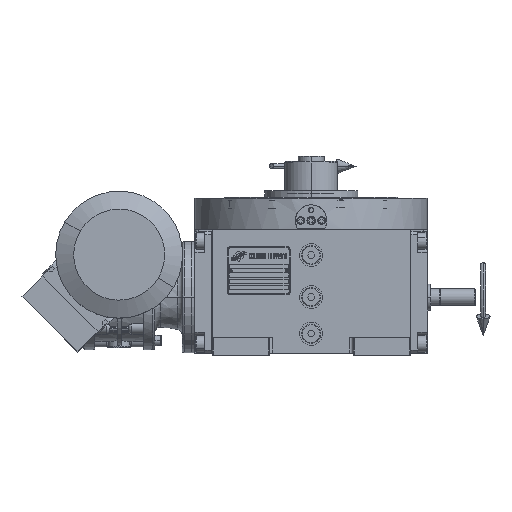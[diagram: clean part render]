
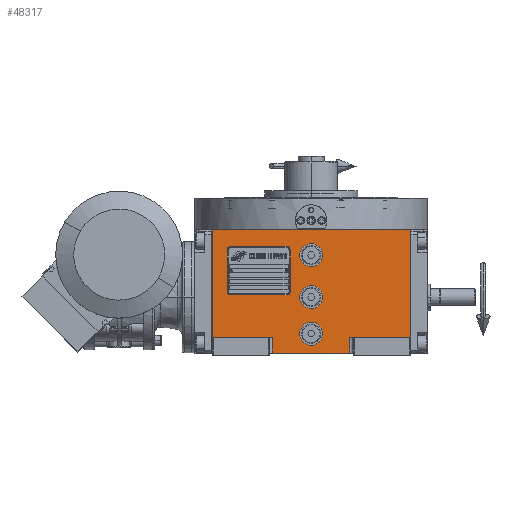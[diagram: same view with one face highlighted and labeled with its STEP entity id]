
A CAD part, top view. The second image highlights one B-rep face of the part: STEP entity #48317.
In plain terms, the highlighted planar face has unit normal (0, 0, 1).
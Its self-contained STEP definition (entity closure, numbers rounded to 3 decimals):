
#1079 = CARTESIAN_POINT ( 'NONE',  ( -37., -53.5, 163.5 ) ) ;
#1396 = VERTEX_POINT ( 'NONE', #65222 ) ;
#1555 = DIRECTION ( 'NONE',  ( 0., 0., 1. ) ) ;
#2284 = CIRCLE ( 'NONE', #8076, 11. ) ;
#2381 = CARTESIAN_POINT ( 'NONE',  ( 0., 0., 163.5 ) ) ;
#4955 = AXIS2_PLACEMENT_3D ( 'NONE', #78110, #69573, #99299 ) ;
#5039 = EDGE_CURVE ( 'NONE', #1396, #99167, #37285, .T. ) ;
#6167 = DIRECTION ( 'NONE',  ( 0., 0., 1. ) ) ;
#8076 = AXIS2_PLACEMENT_3D ( 'NONE', #2381, #39454, #79454 ) ;
#10070 = DIRECTION ( 'NONE',  ( -1., 0., 0. ) ) ;
#10326 = VERTEX_POINT ( 'NONE', #50423 ) ;
#10335 = DIRECTION ( 'NONE',  ( 1., 0., 0. ) ) ;
#11216 = CARTESIAN_POINT ( 'NONE',  ( -37., -38.5, 163.5 ) ) ;
#12322 = EDGE_CURVE ( 'NONE', #29582, #112946, #18738, .T. ) ;
#12522 = CIRCLE ( 'NONE', #28018, 11. ) ;
#13770 = VECTOR ( 'NONE', #36356, 1000. ) ;
#15264 = CARTESIAN_POINT ( 'NONE',  ( 0., 0., 163.5 ) ) ;
#15516 = LINE ( 'NONE', #79926, #17034 ) ;
#16228 = ORIENTED_EDGE ( 'NONE', *, *, #55006, .F. ) ;
#17034 = VECTOR ( 'NONE', #41121, 1000. ) ;
#17509 = AXIS2_PLACEMENT_3D ( 'NONE', #49289, #106958, #23691 ) ;
#18134 = DIRECTION ( 'NONE',  ( 0., 1., 0. ) ) ;
#18509 = EDGE_CURVE ( 'NONE', #78631, #112946, #21295, .T. ) ;
#18738 = LINE ( 'NONE', #25488, #76930 ) ;
#18880 = CIRCLE ( 'NONE', #57715, 11. ) ;
#20665 = CARTESIAN_POINT ( 'NONE',  ( 11., 0., 163.5 ) ) ;
#20952 = FACE_BOUND ( 'NONE', #82336, .T. ) ;
#21295 = LINE ( 'NONE', #39557, #73945 ) ;
#22202 = CARTESIAN_POINT ( 'NONE',  ( 11., -35., 163.5 ) ) ;
#23691 = DIRECTION ( 'NONE',  ( 1., 0., 0. ) ) ;
#24068 = CARTESIAN_POINT ( 'NONE',  ( 94.5, 64.5, 163.5 ) ) ;
#25488 = CARTESIAN_POINT ( 'NONE',  ( 94.5, -38.5, 163.5 ) ) ;
#28018 = AXIS2_PLACEMENT_3D ( 'NONE', #39846, #1555, #10070 ) ;
#28302 = ORIENTED_EDGE ( 'NONE', *, *, #44030, .F. ) ;
#29582 = VERTEX_POINT ( 'NONE', #69454 ) ;
#31447 = DIRECTION ( 'NONE',  ( 0., 0., 1. ) ) ;
#32117 = ORIENTED_EDGE ( 'NONE', *, *, #55836, .F. ) ;
#32608 = CIRCLE ( 'NONE', #63651, 11. ) ;
#35170 = CARTESIAN_POINT ( 'NONE',  ( 11., 40., 163.5 ) ) ;
#35534 = EDGE_CURVE ( 'NONE', #10326, #51389, #12522, .T. ) ;
#36356 = DIRECTION ( 'NONE',  ( 0., 1., 0. ) ) ;
#37033 = EDGE_LOOP ( 'NONE', ( #84372, #113057 ) ) ;
#37285 = LINE ( 'NONE', #80590, #95218 ) ;
#38393 = VECTOR ( 'NONE', #18134, 1000. ) ;
#39013 = EDGE_LOOP ( 'NONE', ( #98647, #107486, #54803, #73213, #88876, #28302, #110957, #115075 ) ) ;
#39454 = DIRECTION ( 'NONE',  ( 0., 0., 1. ) ) ;
#39461 = ORIENTED_EDGE ( 'NONE', *, *, #105895, .F. ) ;
#39557 = CARTESIAN_POINT ( 'NONE',  ( -94.5, 64.5, 163.5 ) ) ;
#39816 = FACE_OUTER_BOUND ( 'NONE', #39013, .T. ) ;
#39846 = CARTESIAN_POINT ( 'NONE',  ( 0., -35., 163.5 ) ) ;
#41121 = DIRECTION ( 'NONE',  ( 1., 0., 0. ) ) ;
#44030 = EDGE_CURVE ( 'NONE', #1396, #78631, #81936, .T. ) ;
#45487 = CARTESIAN_POINT ( 'NONE',  ( -37., -53.5, 163.5 ) ) ;
#46117 = DIRECTION ( 'NONE',  ( 0., 1., 0. ) ) ;
#46399 = DIRECTION ( 'NONE',  ( 1., 0., 0. ) ) ;
#46925 = VERTEX_POINT ( 'NONE', #49243 ) ;
#48317 = ADVANCED_FACE ( 'NONE', ( #20952, #58054, #112128, #39816 ), #95099, .T. ) ;
#48940 = DIRECTION ( 'NONE',  ( 1., 0., 0. ) ) ;
#49243 = CARTESIAN_POINT ( 'NONE',  ( 37., -38.5, 163.5 ) ) ;
#49289 = CARTESIAN_POINT ( 'NONE',  ( 0., 40., 163.5 ) ) ;
#49526 = CARTESIAN_POINT ( 'NONE',  ( -94.5, -53.5, 163.5 ) ) ;
#49583 = LINE ( 'NONE', #95740, #74900 ) ;
#50423 = CARTESIAN_POINT ( 'NONE',  ( -11., -35., 163.5 ) ) ;
#51389 = VERTEX_POINT ( 'NONE', #22202 ) ;
#54148 = CARTESIAN_POINT ( 'NONE',  ( -11., 40., 163.5 ) ) ;
#54803 = ORIENTED_EDGE ( 'NONE', *, *, #117118, .T. ) ;
#55006 = EDGE_CURVE ( 'NONE', #73197, #93575, #18880, .T. ) ;
#55836 = EDGE_CURVE ( 'NONE', #112367, #95350, #32608, .T. ) ;
#56011 = VERTEX_POINT ( 'NONE', #1079 ) ;
#56078 = CARTESIAN_POINT ( 'NONE',  ( -11., 0., 163.5 ) ) ;
#56335 = AXIS2_PLACEMENT_3D ( 'NONE', #49526, #65936, #48940 ) ;
#57715 = AXIS2_PLACEMENT_3D ( 'NONE', #94636, #31447, #106132 ) ;
#58054 = FACE_BOUND ( 'NONE', #37033, .T. ) ;
#59000 = EDGE_CURVE ( 'NONE', #56011, #99167, #91657, .T. ) ;
#63651 = AXIS2_PLACEMENT_3D ( 'NONE', #15264, #6167, #88798 ) ;
#64564 = EDGE_CURVE ( 'NONE', #93575, #73197, #69950, .T. ) ;
#65222 = CARTESIAN_POINT ( 'NONE',  ( -94.5, -38.5, 163.5 ) ) ;
#65636 = LINE ( 'NONE', #111224, #98659 ) ;
#65936 = DIRECTION ( 'NONE',  ( 0., 0., 1. ) ) ;
#69454 = CARTESIAN_POINT ( 'NONE',  ( 94.5, -38.5, 163.5 ) ) ;
#69573 = DIRECTION ( 'NONE',  ( 0., 0., 1. ) ) ;
#69950 = CIRCLE ( 'NONE', #17509, 11. ) ;
#70770 = CARTESIAN_POINT ( 'NONE',  ( 37., -53.5, 163.5 ) ) ;
#73197 = VERTEX_POINT ( 'NONE', #54148 ) ;
#73213 = ORIENTED_EDGE ( 'NONE', *, *, #12322, .T. ) ;
#73945 = VECTOR ( 'NONE', #106937, 1000. ) ;
#74900 = VECTOR ( 'NONE', #77518, 1000. ) ;
#76930 = VECTOR ( 'NONE', #46117, 1000. ) ;
#77518 = DIRECTION ( 'NONE',  ( 0., -1., 0. ) ) ;
#77787 = EDGE_CURVE ( 'NONE', #51389, #10326, #82530, .T. ) ;
#78110 = CARTESIAN_POINT ( 'NONE',  ( 0., -35., 163.5 ) ) ;
#78631 = VERTEX_POINT ( 'NONE', #105780 ) ;
#79454 = DIRECTION ( 'NONE',  ( 1., 0., 0. ) ) ;
#79926 = CARTESIAN_POINT ( 'NONE',  ( 37., -38.5, 163.5 ) ) ;
#80590 = CARTESIAN_POINT ( 'NONE',  ( -94.5, -38.5, 163.5 ) ) ;
#81936 = LINE ( 'NONE', #101372, #38393 ) ;
#82336 = EDGE_LOOP ( 'NONE', ( #39461, #32117 ) ) ;
#82530 = CIRCLE ( 'NONE', #4955, 11. ) ;
#84372 = ORIENTED_EDGE ( 'NONE', *, *, #77787, .F. ) ;
#88798 = DIRECTION ( 'NONE',  ( -1., 0., 0. ) ) ;
#88876 = ORIENTED_EDGE ( 'NONE', *, *, #18509, .F. ) ;
#91657 = LINE ( 'NONE', #45487, #13770 ) ;
#93575 = VERTEX_POINT ( 'NONE', #35170 ) ;
#94214 = EDGE_CURVE ( 'NONE', #56011, #103420, #65636, .T. ) ;
#94636 = CARTESIAN_POINT ( 'NONE',  ( 0., 40., 163.5 ) ) ;
#95099 = PLANE ( 'NONE',  #56335 ) ;
#95218 = VECTOR ( 'NONE', #46399, 1000. ) ;
#95350 = VERTEX_POINT ( 'NONE', #20665 ) ;
#95740 = CARTESIAN_POINT ( 'NONE',  ( 37., -38.5, 163.5 ) ) ;
#98647 = ORIENTED_EDGE ( 'NONE', *, *, #94214, .T. ) ;
#98659 = VECTOR ( 'NONE', #10335, 1000. ) ;
#99167 = VERTEX_POINT ( 'NONE', #11216 ) ;
#99211 = ORIENTED_EDGE ( 'NONE', *, *, #64564, .F. ) ;
#99299 = DIRECTION ( 'NONE',  ( 1., 0., 0. ) ) ;
#101372 = CARTESIAN_POINT ( 'NONE',  ( -94.5, -38.5, 163.5 ) ) ;
#103420 = VERTEX_POINT ( 'NONE', #70770 ) ;
#105780 = CARTESIAN_POINT ( 'NONE',  ( -94.5, 64.5, 163.5 ) ) ;
#105895 = EDGE_CURVE ( 'NONE', #95350, #112367, #2284, .T. ) ;
#106132 = DIRECTION ( 'NONE',  ( -1., 0., 0. ) ) ;
#106937 = DIRECTION ( 'NONE',  ( 1., 0., 0. ) ) ;
#106958 = DIRECTION ( 'NONE',  ( 0., 0., 1. ) ) ;
#107486 = ORIENTED_EDGE ( 'NONE', *, *, #115241, .F. ) ;
#108611 = EDGE_LOOP ( 'NONE', ( #99211, #16228 ) ) ;
#110957 = ORIENTED_EDGE ( 'NONE', *, *, #5039, .T. ) ;
#111224 = CARTESIAN_POINT ( 'NONE',  ( -37., -53.5, 163.5 ) ) ;
#112128 = FACE_BOUND ( 'NONE', #108611, .T. ) ;
#112367 = VERTEX_POINT ( 'NONE', #56078 ) ;
#112946 = VERTEX_POINT ( 'NONE', #24068 ) ;
#113057 = ORIENTED_EDGE ( 'NONE', *, *, #35534, .F. ) ;
#115075 = ORIENTED_EDGE ( 'NONE', *, *, #59000, .F. ) ;
#115241 = EDGE_CURVE ( 'NONE', #46925, #103420, #49583, .T. ) ;
#117118 = EDGE_CURVE ( 'NONE', #46925, #29582, #15516, .T. ) ;
